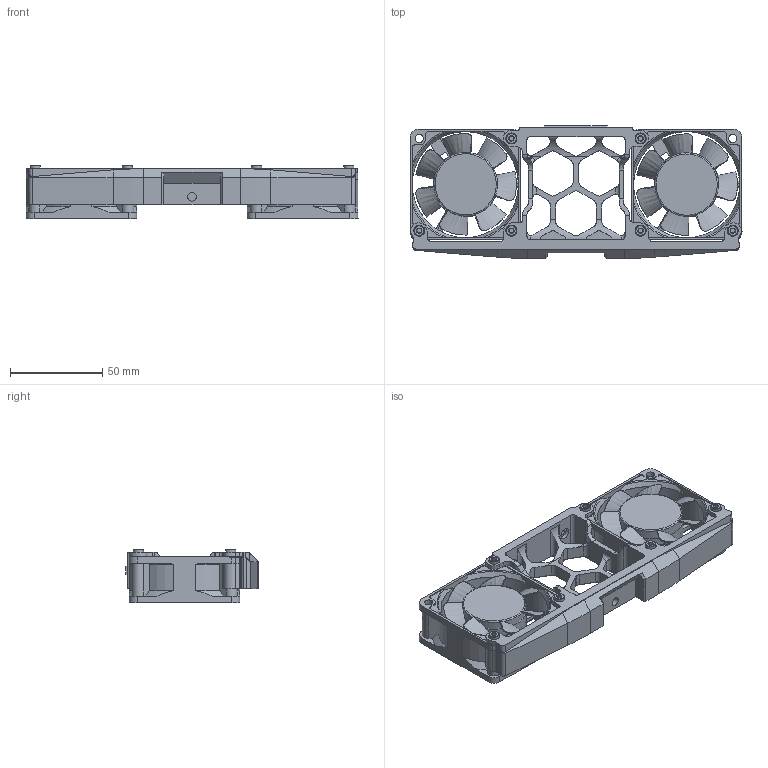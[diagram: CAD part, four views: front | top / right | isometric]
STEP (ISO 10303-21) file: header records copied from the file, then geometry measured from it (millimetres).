
FILE_DESCRIPTION(/* description */ (''),/* implementation_level */ '2;1');
FILE_NAME(/* name */ 'trident_skirt_fan_noctua_no_grill.step',/* time_stamp */ '2025-04-27T12:55:23-05:00',/* author */ (''),/* organization */ (''),/* preprocessor_version */ 'ST-DEVELOPER v20.1',/* originating_system */ 'Autodesk Translation Framework v14.4.0.0',/* authorisation */ '');
FILE_SCHEMA (('AUTOMOTIVE_DESIGN { 1 0 10303 214 3 1 1 }'));
Length unit declared in the file: millimetre
Products named in the file (8): Skirt Fan; 6020 Fan B; 6020 Impeller; M3x8 SHCS (161); M3x8 SHCS (162); M3x8 SHCS (160); 6020 Housing; middle_skirt_no_grill
Assembly tree (12 placements, depth 3):
  Skirt Fan
    6020 Fan B
      6020 Housing  x2
      6020 Impeller  x2
      M3x8 SHCS (160)  x2
      M3x8 SHCS (161)  x2
      M3x8 SHCS (162)  x2
    middle_skirt_no_grill
Bounding box: 180 x 72 x 29 mm (x, y, z)
Volume: 121781.2 mm3; surface area: 77546.5 mm2
Topology: 16 solids, 16 shells, 1093 faces, 2877 edges, 1826 vertices
Faces by surface type: plane 443, cylinder 314, cone 170, bspline 120, torus 46
Full cylindrical faces by diameter (mm): 3 x6, 3.5 x13, 4.5 x8, 4.7 x1, 5.5 x6, 6 x8, 30.85 x2, 35 x2, 57.5 x2
Entity records: 33194 total; most frequent: CARTESIAN_POINT 14386, ORIENTED_EDGE 4026, DIRECTION 3751, EDGE_CURVE 2013, AXIS2_PLACEMENT_3D 1373, VERTEX_POINT 1274, LINE 1005, VECTOR 1005
